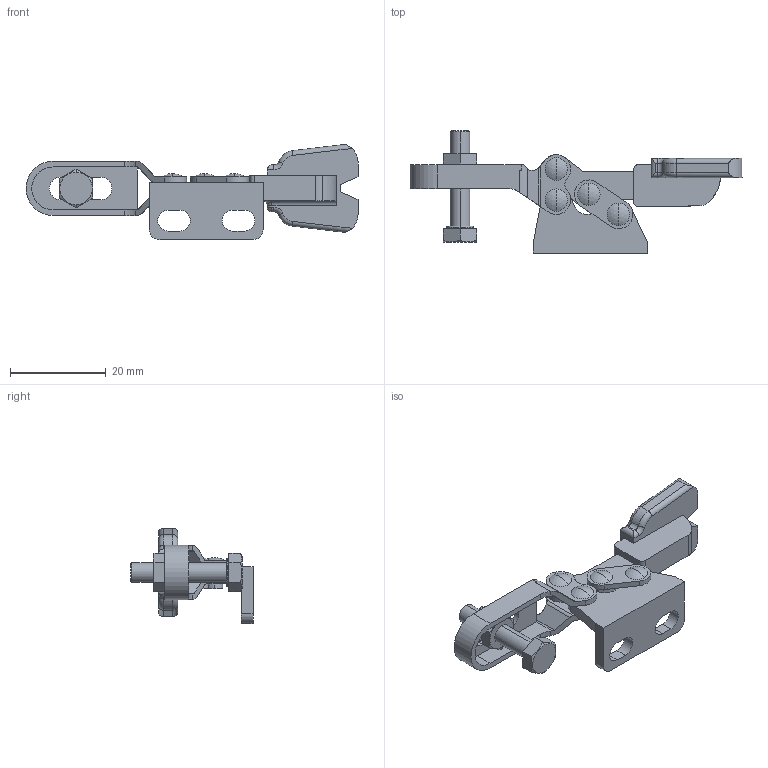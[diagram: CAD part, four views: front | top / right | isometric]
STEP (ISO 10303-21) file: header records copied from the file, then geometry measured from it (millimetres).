
FILE_DESCRIPTION (( 'STEP AP214' ), '1' );
FILE_NAME ('GH-22015(Â²¤Æ).STEP', '2020-07-22T02:46:21', ( 'LinWei' ), ( '' ), 'SwSTEP 2.0', 'SolidWorks 2016', '' );
FILE_SCHEMA (( 'AUTOMOTIVE_DESIGN' ));
Length unit declared in the file: millimetre
Products named in the file (6): 12201513(簡化); 12200501-1^GH-22015(簡化); Group5^GH-22015(簡化); Group3^GH-22015(簡化); Group2^GH-22015(簡化); GH-22015(簡化)
Assembly tree (5 placements, depth 2):
  GH-22015(簡化)
    Group2^GH-22015(簡化)
    Group3^GH-22015(簡化)
    Group5^GH-22015(簡化)
    12200501-1^GH-22015(簡化)
    12201513(簡化)
Bounding box: 69.5 x 25.6 x 19.89 mm (x, y, z)
Volume: 4504.1 mm3; surface area: 5283.4 mm2
Topology: 5 solids, 5 shells, 278 faces, 703 edges, 452 vertices
Faces by surface type: plane 117, cylinder 113, cone 28, torus 11, sphere 9
Entity records: 9541 total; most frequent: CARTESIAN_POINT 1799, DIRECTION 1437, ORIENTED_EDGE 1404, EDGE_CURVE 702, AXIS2_PLACEMENT_3D 544, VERTEX_POINT 452, LINE 349, VECTOR 349
